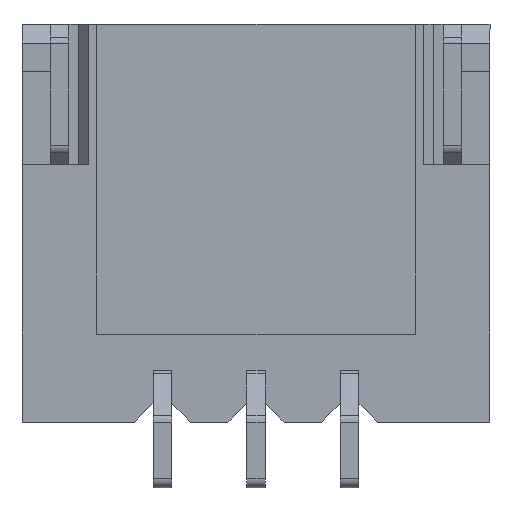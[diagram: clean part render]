
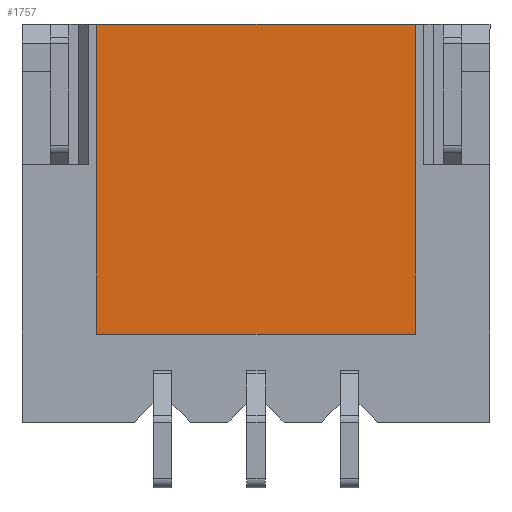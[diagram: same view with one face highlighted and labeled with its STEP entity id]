
A CAD part, front view. The second image highlights one B-rep face of the part: STEP entity #1757.
In plain terms, the highlighted planar face has unit normal (0, -1, 0).
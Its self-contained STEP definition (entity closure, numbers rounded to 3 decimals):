
#215 = EDGE_CURVE ( 'NONE', #4003, #2409, #728, .T. ) ;
#580 = CARTESIAN_POINT ( 'NONE',  ( 1.7, -2.9, 0.585 ) ) ;
#728 = LINE ( 'NONE', #1644, #8005 ) ;
#878 = DIRECTION ( 'NONE',  ( 0., 1., 0. ) ) ;
#1026 = LINE ( 'NONE', #4930, #8648 ) ;
#1427 = CARTESIAN_POINT ( 'NONE',  ( -1.7, -2.9, 0.585 ) ) ;
#1430 = EDGE_LOOP ( 'NONE', ( #6197, #7404, #9487, #5619 ) ) ;
#1644 = CARTESIAN_POINT ( 'NONE',  ( -1.7, -2.9, 3.895 ) ) ;
#1670 = VECTOR ( 'NONE', #8883, 1000. ) ;
#1757 = ADVANCED_FACE ( 'NONE', ( #5906 ), #9081, .F. ) ;
#1991 = EDGE_CURVE ( 'NONE', #2409, #4869, #2917, .T. ) ;
#2409 = VERTEX_POINT ( 'NONE', #5921 ) ;
#2917 = LINE ( 'NONE', #1427, #1670 ) ;
#3171 = CARTESIAN_POINT ( 'NONE',  ( -1.7, -2.9, 0.585 ) ) ;
#3198 = DIRECTION ( 'NONE',  ( 1., 0., 0. ) ) ;
#3209 = AXIS2_PLACEMENT_3D ( 'NONE', #4566, #878, #6148 ) ;
#4003 = VERTEX_POINT ( 'NONE', #4771 ) ;
#4133 = DIRECTION ( 'NONE',  ( 0., 0., 1. ) ) ;
#4566 = CARTESIAN_POINT ( 'NONE',  ( 0., -2.9, 0. ) ) ;
#4771 = CARTESIAN_POINT ( 'NONE',  ( 1.7, -2.9, 3.895 ) ) ;
#4869 = VERTEX_POINT ( 'NONE', #3171 ) ;
#4930 = CARTESIAN_POINT ( 'NONE',  ( 1.7, -2.9, 3.895 ) ) ;
#5360 = EDGE_CURVE ( 'NONE', #4869, #9544, #5592, .T. ) ;
#5592 = LINE ( 'NONE', #9016, #9542 ) ;
#5619 = ORIENTED_EDGE ( 'NONE', *, *, #5360, .T. ) ;
#5906 = FACE_OUTER_BOUND ( 'NONE', #1430, .T. ) ;
#5921 = CARTESIAN_POINT ( 'NONE',  ( -1.7, -2.9, 3.895 ) ) ;
#6148 = DIRECTION ( 'NONE',  ( 0., 0., 1. ) ) ;
#6197 = ORIENTED_EDGE ( 'NONE', *, *, #6795, .T. ) ;
#6795 = EDGE_CURVE ( 'NONE', #9544, #4003, #1026, .T. ) ;
#6799 = DIRECTION ( 'NONE',  ( -1., 0., 0. ) ) ;
#7404 = ORIENTED_EDGE ( 'NONE', *, *, #215, .T. ) ;
#8005 = VECTOR ( 'NONE', #6799, 1000. ) ;
#8648 = VECTOR ( 'NONE', #4133, 1000. ) ;
#8883 = DIRECTION ( 'NONE',  ( 0., 0., -1. ) ) ;
#9016 = CARTESIAN_POINT ( 'NONE',  ( 1.7, -2.9, 0.585 ) ) ;
#9081 = PLANE ( 'NONE',  #3209 ) ;
#9487 = ORIENTED_EDGE ( 'NONE', *, *, #1991, .T. ) ;
#9542 = VECTOR ( 'NONE', #3198, 1000. ) ;
#9544 = VERTEX_POINT ( 'NONE', #580 ) ;
